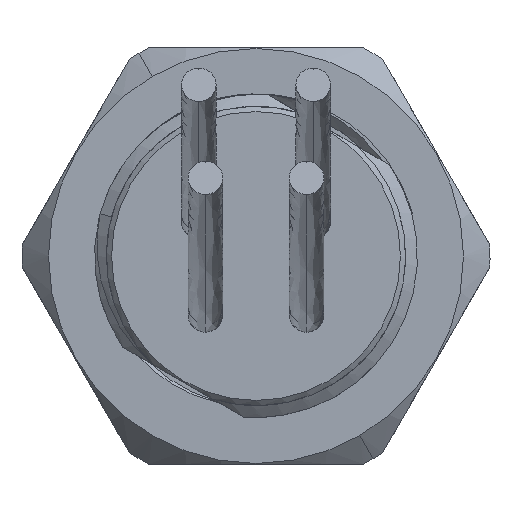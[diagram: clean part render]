
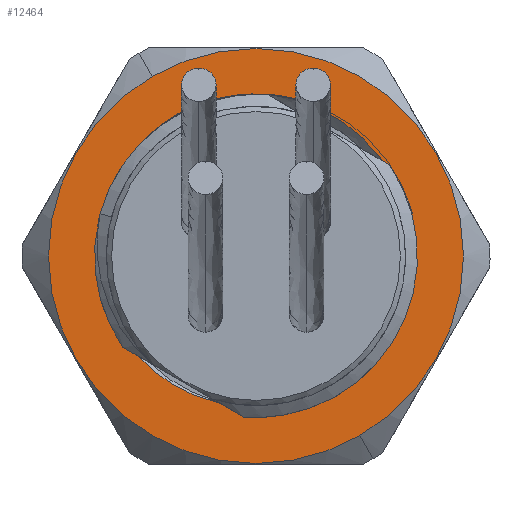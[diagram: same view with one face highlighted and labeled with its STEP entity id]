
A CAD part, front view. The second image highlights one B-rep face of the part: STEP entity #12464.
In plain terms, the highlighted planar face has unit normal (0, -1, 0).
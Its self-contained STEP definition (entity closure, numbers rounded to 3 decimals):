
#2753=CARTESIAN_POINT('',(0.,-13.2,0.));
#2754=DIRECTION('',(0.,1.,0.));
#2755=DIRECTION('',(0.5,0.,-0.866));
#2756=AXIS2_PLACEMENT_3D('',#2753,#2754,#2755);
#2758=CARTESIAN_POINT('',(0.,-13.2,0.));
#2759=DIRECTION('',(0.,1.,0.));
#2760=DIRECTION('',(-0.5,0.,0.866));
#2761=AXIS2_PLACEMENT_3D('',#2758,#2759,#2760);
#2763=CARTESIAN_POINT('',(0.633,-13.2,9.329));
#2764=CARTESIAN_POINT('',(0.954,-13.2,9.297));
#2765=CARTESIAN_POINT('',(1.588,-13.2,9.203));
#2766=CARTESIAN_POINT('',(2.52,-13.2,8.964));
#2767=CARTESIAN_POINT('',(3.42,-13.2,8.631));
#2768=CARTESIAN_POINT('',(4.28,-13.2,8.207));
#2769=CARTESIAN_POINT('',(5.088,-13.2,7.699));
#2770=CARTESIAN_POINT('',(5.838,-13.2,7.111));
#2771=CARTESIAN_POINT('',(6.523,-13.2,6.45));
#2772=CARTESIAN_POINT('',(7.133,-13.2,5.723));
#2773=CARTESIAN_POINT('',(7.663,-13.2,4.939));
#2774=CARTESIAN_POINT('',(8.109,-13.2,4.106));
#2775=CARTESIAN_POINT('',(8.465,-13.2,3.234));
#2776=CARTESIAN_POINT('',(8.728,-13.2,2.33));
#2777=CARTESIAN_POINT('',(8.839,-13.2,1.717));
#2778=CARTESIAN_POINT('',(8.879,-13.2,1.406));
#2780=CARTESIAN_POINT('',(-5.472,-13.2,7.582));
#2781=CARTESIAN_POINT('',(-5.221,-13.2,7.763));
#2782=CARTESIAN_POINT('',(-4.704,-13.2,8.098));
#2783=CARTESIAN_POINT('',(-3.88,-13.2,8.524));
#2784=CARTESIAN_POINT('',(-3.019,-13.2,8.865));
#2785=CARTESIAN_POINT('',(-2.128,-13.2,9.12));
#2786=CARTESIAN_POINT('',(-1.216,-13.2,9.286));
#2787=CARTESIAN_POINT('',(-0.292,-13.2,9.361));
#2788=CARTESIAN_POINT('',(0.324,-13.2,9.35));
#2789=CARTESIAN_POINT('',(0.633,-13.2,9.329));
#2791=CARTESIAN_POINT('',(-8.478,-13.2,-3.036));
#2792=CARTESIAN_POINT('',(-8.596,-13.2,-2.733));
#2793=CARTESIAN_POINT('',(-8.8,-13.2,-2.118));
#2794=CARTESIAN_POINT('',(-9.006,-13.2,-1.161));
#2795=CARTESIAN_POINT('',(-9.107,-13.2,-0.186));
#2796=CARTESIAN_POINT('',(-9.103,-13.2,0.796));
#2797=CARTESIAN_POINT('',(-8.993,-13.2,1.774));
#2798=CARTESIAN_POINT('',(-8.779,-13.2,2.738));
#2799=CARTESIAN_POINT('',(-8.461,-13.2,3.674));
#2800=CARTESIAN_POINT('',(-8.044,-13.2,4.574));
#2801=CARTESIAN_POINT('',(-7.531,-13.2,5.426));
#2802=CARTESIAN_POINT('',(-6.929,-13.2,6.219));
#2803=CARTESIAN_POINT('',(-6.243,-13.2,6.946));
#2804=CARTESIAN_POINT('',(-5.738,-13.2,7.378));
#2805=CARTESIAN_POINT('',(-5.472,-13.2,7.582));
#2807=CARTESIAN_POINT('',(-2.104,-13.2,-8.485));
#2808=CARTESIAN_POINT('',(-2.4,-13.2,-8.421));
#2809=CARTESIAN_POINT('',(-2.983,-13.2,-8.263));
#2810=CARTESIAN_POINT('',(-3.833,-13.2,-7.936));
#2811=CARTESIAN_POINT('',(-4.645,-13.2,-7.522));
#2812=CARTESIAN_POINT('',(-5.412,-13.2,-7.025));
#2813=CARTESIAN_POINT('',(-6.126,-13.2,-6.45));
#2814=CARTESIAN_POINT('',(-6.56,-13.2,-6.02));
#2815=CARTESIAN_POINT('',(-6.766,-13.2,-5.793));
#2817=CARTESIAN_POINT('',(8.879,-13.2,1.406));
#2818=CARTESIAN_POINT('',(8.936,-13.2,1.105));
#2819=CARTESIAN_POINT('',(9.019,-13.2,0.501));
#2820=CARTESIAN_POINT('',(9.05,-13.2,-0.418));
#2821=CARTESIAN_POINT('',(8.988,-13.2,-1.336));
#2822=CARTESIAN_POINT('',(8.833,-13.2,-2.248));
#2823=CARTESIAN_POINT('',(8.586,-13.2,-3.137));
#2824=CARTESIAN_POINT('',(8.248,-13.2,-4.003));
#2825=CARTESIAN_POINT('',(7.825,-13.2,-4.83));
#2826=CARTESIAN_POINT('',(7.319,-13.2,-5.611));
#2827=CARTESIAN_POINT('',(6.734,-13.2,-6.342));
#2828=CARTESIAN_POINT('',(6.08,-13.2,-7.006));
#2829=CARTESIAN_POINT('',(5.354,-13.2,-7.609));
#2830=CARTESIAN_POINT('',(4.833,-13.2,-7.959));
#2831=CARTESIAN_POINT('',(4.562,-13.2,-8.122));
#2867=CARTESIAN_POINT('',(4.562,-13.2,-8.122));
#2868=CARTESIAN_POINT('',(4.299,-13.2,-8.269));
#2869=CARTESIAN_POINT('',(3.763,-13.2,-8.537));
#2870=CARTESIAN_POINT('',(2.924,-13.2,-8.86));
#2871=CARTESIAN_POINT('',(2.056,-13.2,-9.1));
#2872=CARTESIAN_POINT('',(1.171,-13.2,-9.256));
#2873=CARTESIAN_POINT('',(0.274,-13.2,-9.326));
#2874=CARTESIAN_POINT('',(-0.325,-13.2,-9.314));
#2875=CARTESIAN_POINT('',(-0.625,-13.2,-9.294));
#2901=CARTESIAN_POINT('',(-0.625,-13.2,-9.294));
#2902=CARTESIAN_POINT('',(-0.641,-13.2,-9.293));
#2903=CARTESIAN_POINT('',(-0.672,-13.2,-9.29));
#2904=CARTESIAN_POINT('',(-0.703,-13.2,-9.286));
#2905=CARTESIAN_POINT('',(-0.718,-13.2,-9.285));
#2946=DIRECTION('',(-0.866,0.,0.5));
#2947=VECTOR('',#2946,1.601);
#2948=CARTESIAN_POINT('',(-0.718,-13.2,-9.285));
#2949=LINE('',#2948,#2947);
#3052=DIRECTION('',(-0.866,0.,0.5));
#3053=VECTOR('',#3052,0.506);
#3054=CARTESIAN_POINT('',(-6.766,-13.2,-5.793));
#3055=LINE('',#3054,#3053);
#3350=CARTESIAN_POINT('',(-7.205,-13.2,-5.54));
#3351=CARTESIAN_POINT('',(-7.39,-13.2,-5.284));
#3352=CARTESIAN_POINT('',(-7.731,-13.2,-4.756));
#3353=CARTESIAN_POINT('',(-8.157,-13.2,-3.918));
#3354=CARTESIAN_POINT('',(-8.381,-13.2,-3.335));
#3355=CARTESIAN_POINT('',(-8.478,-13.2,-3.036));
#9701=CARTESIAN_POINT('',(5.983,-13.2,-10.363));
#9702=CARTESIAN_POINT('',(-5.983,-13.2,10.363));
#9703=VERTEX_POINT('',#9701);
#9704=VERTEX_POINT('',#9702);
#9713=VERTEX_POINT('',#2780);
#9714=VERTEX_POINT('',#2789);
#10049=VERTEX_POINT('',#2817);
#10050=VERTEX_POINT('',#2831);
#10054=VERTEX_POINT('',#2901);
#10055=VERTEX_POINT('',#2905);
#10056=VERTEX_POINT('',#3350);
#10057=VERTEX_POINT('',#3355);
#10081=CARTESIAN_POINT('',(-2.104,-13.2,-8.485));
#10082=VERTEX_POINT('',#10081);
#10083=CARTESIAN_POINT('',(-6.766,-13.2,-5.793));
#10084=VERTEX_POINT('',#10083);
#12433=CARTESIAN_POINT('',(-25.725,-13.2,-60.486));
#12434=DIRECTION('',(0.,1.,0.));
#12435=DIRECTION('',(1.,0.,0.));
#12436=AXIS2_PLACEMENT_3D('',#12433,#12434,#12435);
#12437=PLANE('',#12436);
#12438=ORIENTED_EDGE('',*,*,#12361,.T.);
#12439=ORIENTED_EDGE('',*,*,#12102,.T.);
#12440=EDGE_LOOP('',(#12438,#12439));
#12441=FACE_OUTER_BOUND('',#12440,.F.);
#12443=ORIENTED_EDGE('',*,*,#12442,.F.);
#12445=ORIENTED_EDGE('',*,*,#12444,.F.);
#12447=ORIENTED_EDGE('',*,*,#12446,.F.);
#12449=ORIENTED_EDGE('',*,*,#12448,.F.);
#12451=ORIENTED_EDGE('',*,*,#12450,.F.);
#12453=ORIENTED_EDGE('',*,*,#12452,.F.);
#12455=ORIENTED_EDGE('',*,*,#12454,.F.);
#12457=ORIENTED_EDGE('',*,*,#12456,.F.);
#12459=ORIENTED_EDGE('',*,*,#12458,.F.);
#12461=ORIENTED_EDGE('',*,*,#12460,.F.);
#12462=EDGE_LOOP('',(#12443,#12445,#12447,#12449,#12451,#12453,#12455,#12457,
#12459,#12461));
#12463=FACE_BOUND('',#12462,.F.);
#2757=CIRCLE('',#2756,11.966);
#2762=CIRCLE('',#2761,11.966);
#2779=B_SPLINE_CURVE_WITH_KNOTS('',3,(#2763,#2764,#2765,#2766,#2767,#2768,#2769,
#2770,#2771,#2772,#2773,#2774,#2775,#2776,#2777,#2778),.UNSPECIFIED.,.F.,.F.,(4,
1,1,1,1,1,1,1,1,1,1,1,1,4),(0.,0.077,0.154,
0.231,0.308,0.385,0.462,
0.538,0.615,0.692,0.769,
0.846,0.923,1.),.UNSPECIFIED.);
#2790=B_SPLINE_CURVE_WITH_KNOTS('',3,(#2780,#2781,#2782,#2783,#2784,#2785,#2786,
#2787,#2788,#2789),.UNSPECIFIED.,.F.,.F.,(4,1,1,1,1,1,1,4),(0.,
0.143,0.286,0.429,0.571,
0.714,0.857,1.),.UNSPECIFIED.);
#2806=B_SPLINE_CURVE_WITH_KNOTS('',3,(#2791,#2792,#2793,#2794,#2795,#2796,#2797,
#2798,#2799,#2800,#2801,#2802,#2803,#2804,#2805),.UNSPECIFIED.,.F.,.F.,(4,1,1,1,
1,1,1,1,1,1,1,1,4),(0.,0.083,0.167,0.25,
0.333,0.417,0.5,0.583,0.667,
0.75,0.833,0.917,1.),.UNSPECIFIED.);
#2816=B_SPLINE_CURVE_WITH_KNOTS('',3,(#2807,#2808,#2809,#2810,#2811,#2812,#2813,
#2814,#2815),.UNSPECIFIED.,.F.,.F.,(4,1,1,1,1,1,4),(0.,0.167,
0.333,0.5,0.667,0.833,1.),
.UNSPECIFIED.);
#2832=B_SPLINE_CURVE_WITH_KNOTS('',3,(#2817,#2818,#2819,#2820,#2821,#2822,#2823,
#2824,#2825,#2826,#2827,#2828,#2829,#2830,#2831),.UNSPECIFIED.,.F.,.F.,(4,1,1,1,
1,1,1,1,1,1,1,1,4),(0.,0.083,0.167,0.25,
0.333,0.417,0.5,0.583,0.667,
0.75,0.833,0.917,1.),.UNSPECIFIED.);
#2876=B_SPLINE_CURVE_WITH_KNOTS('',3,(#2867,#2868,#2869,#2870,#2871,#2872,#2873,
#2874,#2875),.UNSPECIFIED.,.F.,.F.,(4,1,1,1,1,1,4),(0.,0.167,
0.333,0.5,0.667,0.833,1.),
.UNSPECIFIED.);
#2906=B_SPLINE_CURVE_WITH_KNOTS('',3,(#2901,#2902,#2903,#2904,#2905),
.UNSPECIFIED.,.F.,.F.,(4,1,4),(0.,0.5,1.),.UNSPECIFIED.);
#3356=B_SPLINE_CURVE_WITH_KNOTS('',3,(#3350,#3351,#3352,#3353,#3354,#3355),
.UNSPECIFIED.,.F.,.F.,(4,1,1,4),(0.,0.333,0.667,1.),
.UNSPECIFIED.);
#12102=EDGE_CURVE('',#9704,#9703,#2762,.T.);
#12361=EDGE_CURVE('',#9703,#9704,#2757,.T.);
#12442=EDGE_CURVE('',#10049,#10050,#2832,.T.);
#12444=EDGE_CURVE('',#9714,#10049,#2779,.T.);
#12446=EDGE_CURVE('',#9713,#9714,#2790,.T.);
#12448=EDGE_CURVE('',#10057,#9713,#2806,.T.);
#12450=EDGE_CURVE('',#10056,#10057,#3356,.T.);
#12452=EDGE_CURVE('',#10084,#10056,#3055,.T.);
#12454=EDGE_CURVE('',#10082,#10084,#2816,.T.);
#12456=EDGE_CURVE('',#10055,#10082,#2949,.T.);
#12458=EDGE_CURVE('',#10054,#10055,#2906,.T.);
#12460=EDGE_CURVE('',#10050,#10054,#2876,.T.);
#12464=ADVANCED_FACE('',(#12441,#12463),#12437,.F.);
